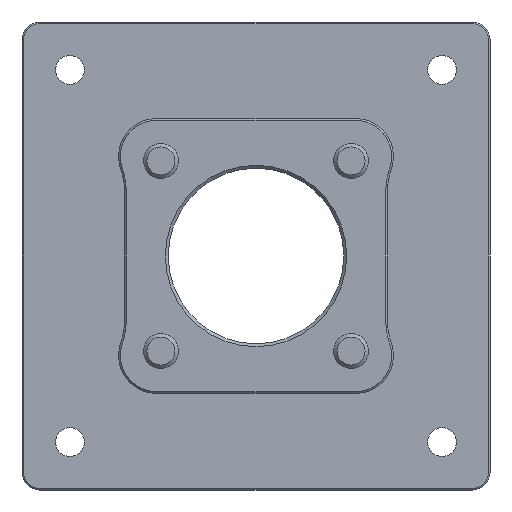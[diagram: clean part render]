
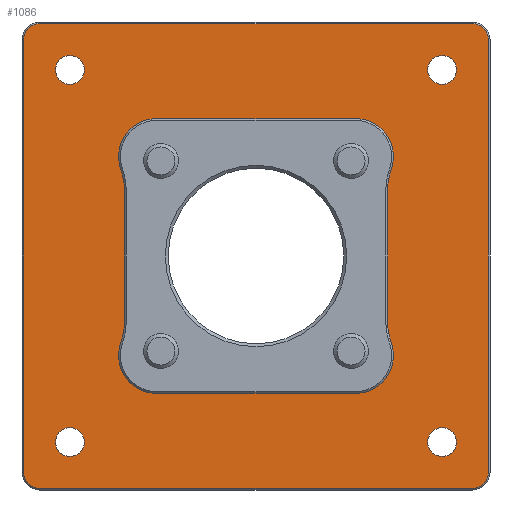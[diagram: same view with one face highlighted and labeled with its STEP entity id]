
A CAD part, front view. The second image highlights one B-rep face of the part: STEP entity #1086.
In plain terms, the highlighted planar face has unit normal (0, -1, 0).
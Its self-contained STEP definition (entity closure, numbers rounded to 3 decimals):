
#62=LINE('',#1736,#138);
#66=LINE('',#1748,#142);
#68=LINE('',#1754,#144);
#73=LINE('',#1768,#149);
#77=LINE('',#1780,#153);
#81=LINE('',#1792,#157);
#90=LINE('',#1821,#166);
#91=LINE('',#1826,#167);
#138=VECTOR('',#1383,22.651);
#142=VECTOR('',#1397,34.);
#144=VECTOR('',#1401,74.);
#149=VECTOR('',#1414,74.);
#153=VECTOR('',#1426,74.);
#157=VECTOR('',#1438,74.);
#166=VECTOR('',#1471,22.651);
#167=VECTOR('',#1476,34.);
#203=PLANE('',#1199);
#226=FACE_BOUND('',#368,.T.);
#227=FACE_BOUND('',#369,.T.);
#228=FACE_BOUND('',#370,.T.);
#229=FACE_BOUND('',#371,.T.);
#230=FACE_BOUND('',#372,.T.);
#286=FACE_OUTER_BOUND('',#367,.T.);
#367=EDGE_LOOP('',(#884,#885,#886,#887,#888,#889,#890,#891));
#368=EDGE_LOOP('',(#892,#893,#894,#895,#896,#897,#898,#899,#900,#901,#902,
#903));
#369=EDGE_LOOP('',(#904));
#370=EDGE_LOOP('',(#905));
#371=EDGE_LOOP('',(#906));
#372=EDGE_LOOP('',(#907));
#458=CIRCLE('',#1168,6.5);
#459=CIRCLE('',#1170,10.1);
#460=CIRCLE('',#1173,10.1);
#461=CIRCLE('',#1175,6.5);
#463=CIRCLE('',#1180,2.7);
#465=CIRCLE('',#1184,2.7);
#467=CIRCLE('',#1188,2.7);
#469=CIRCLE('',#1192,2.7);
#472=CIRCLE('',#1200,6.5);
#473=CIRCLE('',#1201,10.1);
#474=CIRCLE('',#1202,10.1);
#475=CIRCLE('',#1203,6.5);
#476=CIRCLE('',#1204,2.459);
#477=CIRCLE('',#1205,2.459);
#478=CIRCLE('',#1206,2.459);
#479=CIRCLE('',#1207,2.459);
#534=VERTEX_POINT('',#1724);
#535=VERTEX_POINT('',#1726);
#536=VERTEX_POINT('',#1730);
#537=VERTEX_POINT('',#1734);
#538=VERTEX_POINT('',#1738);
#539=VERTEX_POINT('',#1742);
#540=VERTEX_POINT('',#1746);
#542=VERTEX_POINT('',#1751);
#543=VERTEX_POINT('',#1753);
#546=VERTEX_POINT('',#1761);
#548=VERTEX_POINT('',#1766);
#550=VERTEX_POINT('',#1773);
#552=VERTEX_POINT('',#1778);
#554=VERTEX_POINT('',#1785);
#556=VERTEX_POINT('',#1790);
#562=VERTEX_POINT('',#1816);
#563=VERTEX_POINT('',#1818);
#564=VERTEX_POINT('',#1820);
#565=VERTEX_POINT('',#1822);
#566=VERTEX_POINT('',#1824);
#567=VERTEX_POINT('',#1827);
#568=VERTEX_POINT('',#1829);
#569=VERTEX_POINT('',#1831);
#570=VERTEX_POINT('',#1833);
#643=EDGE_CURVE('',#535,#534,#458,.T.);
#646=EDGE_CURVE('',#534,#536,#459,.T.);
#648=EDGE_CURVE('',#536,#537,#62,.T.);
#650=EDGE_CURVE('',#537,#538,#460,.T.);
#652=EDGE_CURVE('',#538,#539,#461,.T.);
#654=EDGE_CURVE('',#539,#540,#66,.T.);
#656=EDGE_CURVE('',#542,#543,#68,.T.);
#661=EDGE_CURVE('',#546,#542,#463,.T.);
#663=EDGE_CURVE('',#548,#546,#73,.T.);
#667=EDGE_CURVE('',#550,#548,#465,.T.);
#669=EDGE_CURVE('',#552,#550,#77,.T.);
#673=EDGE_CURVE('',#554,#552,#467,.T.);
#675=EDGE_CURVE('',#556,#554,#81,.T.);
#678=EDGE_CURVE('',#543,#556,#469,.T.);
#688=EDGE_CURVE('',#540,#562,#472,.T.);
#689=EDGE_CURVE('',#562,#563,#473,.T.);
#690=EDGE_CURVE('',#563,#564,#90,.T.);
#691=EDGE_CURVE('',#564,#565,#474,.T.);
#692=EDGE_CURVE('',#565,#566,#475,.T.);
#693=EDGE_CURVE('',#566,#535,#91,.T.);
#694=EDGE_CURVE('',#567,#567,#476,.T.);
#695=EDGE_CURVE('',#568,#568,#477,.T.);
#696=EDGE_CURVE('',#569,#569,#478,.T.);
#697=EDGE_CURVE('',#570,#570,#479,.T.);
#884=ORIENTED_EDGE('',*,*,#656,.F.);
#885=ORIENTED_EDGE('',*,*,#661,.F.);
#886=ORIENTED_EDGE('',*,*,#663,.F.);
#887=ORIENTED_EDGE('',*,*,#667,.F.);
#888=ORIENTED_EDGE('',*,*,#669,.F.);
#889=ORIENTED_EDGE('',*,*,#673,.F.);
#890=ORIENTED_EDGE('',*,*,#675,.F.);
#891=ORIENTED_EDGE('',*,*,#678,.F.);
#892=ORIENTED_EDGE('',*,*,#652,.T.);
#893=ORIENTED_EDGE('',*,*,#654,.T.);
#894=ORIENTED_EDGE('',*,*,#688,.T.);
#895=ORIENTED_EDGE('',*,*,#689,.T.);
#896=ORIENTED_EDGE('',*,*,#690,.T.);
#897=ORIENTED_EDGE('',*,*,#691,.T.);
#898=ORIENTED_EDGE('',*,*,#692,.T.);
#899=ORIENTED_EDGE('',*,*,#693,.T.);
#900=ORIENTED_EDGE('',*,*,#643,.T.);
#901=ORIENTED_EDGE('',*,*,#646,.T.);
#902=ORIENTED_EDGE('',*,*,#648,.T.);
#903=ORIENTED_EDGE('',*,*,#650,.T.);
#904=ORIENTED_EDGE('',*,*,#694,.T.);
#905=ORIENTED_EDGE('',*,*,#695,.T.);
#906=ORIENTED_EDGE('',*,*,#696,.T.);
#907=ORIENTED_EDGE('',*,*,#697,.T.);
#1086=ADVANCED_FACE('',(#286,#226,#227,#228,#229,#230),#203,.F.);
#1168=AXIS2_PLACEMENT_3D('',#1727,#1372,#1373);
#1170=AXIS2_PLACEMENT_3D('',#1732,#1378,#1379);
#1173=AXIS2_PLACEMENT_3D('',#1740,#1387,#1388);
#1175=AXIS2_PLACEMENT_3D('',#1744,#1392,#1393);
#1180=AXIS2_PLACEMENT_3D('',#1763,#1409,#1410);
#1184=AXIS2_PLACEMENT_3D('',#1775,#1421,#1422);
#1188=AXIS2_PLACEMENT_3D('',#1787,#1433,#1434);
#1192=AXIS2_PLACEMENT_3D('',#1796,#1444,#1445);
#1199=AXIS2_PLACEMENT_3D('',#1815,#1465,#1466);
#1200=AXIS2_PLACEMENT_3D('',#1817,#1467,#1468);
#1201=AXIS2_PLACEMENT_3D('',#1819,#1469,#1470);
#1202=AXIS2_PLACEMENT_3D('',#1823,#1472,#1473);
#1203=AXIS2_PLACEMENT_3D('',#1825,#1474,#1475);
#1204=AXIS2_PLACEMENT_3D('',#1828,#1477,#1478);
#1205=AXIS2_PLACEMENT_3D('',#1830,#1479,#1480);
#1206=AXIS2_PLACEMENT_3D('',#1832,#1481,#1482);
#1207=AXIS2_PLACEMENT_3D('',#1834,#1483,#1484);
#1372=DIRECTION('center_axis',(0.,1.,0.));
#1373=DIRECTION('ref_axis',(0.,0.,-1.));
#1378=DIRECTION('center_axis',(0.,-1.,0.));
#1379=DIRECTION('ref_axis',(-1.,0.,0.));
#1383=DIRECTION('',(0.,0.,1.));
#1387=DIRECTION('center_axis',(0.,-1.,0.));
#1388=DIRECTION('ref_axis',(-0.94,0.,-0.342));
#1392=DIRECTION('center_axis',(0.,1.,0.));
#1393=DIRECTION('ref_axis',(-0.94,0.,-0.342));
#1397=DIRECTION('',(1.,0.,0.));
#1401=DIRECTION('',(1.,0.,0.));
#1409=DIRECTION('center_axis',(0.,1.,0.));
#1410=DIRECTION('ref_axis',(-0.707,0.,0.707));
#1414=DIRECTION('',(0.,0.,1.));
#1421=DIRECTION('center_axis',(0.,1.,0.));
#1422=DIRECTION('ref_axis',(-0.707,0.,-0.707));
#1426=DIRECTION('',(-1.,0.,0.));
#1433=DIRECTION('center_axis',(0.,1.,0.));
#1434=DIRECTION('ref_axis',(0.707,0.,-0.707));
#1438=DIRECTION('',(0.,0.,-1.));
#1444=DIRECTION('center_axis',(0.,1.,0.));
#1445=DIRECTION('ref_axis',(0.707,0.,0.707));
#1465=DIRECTION('center_axis',(0.,1.,0.));
#1466=DIRECTION('ref_axis',(0.,0.,1.));
#1467=DIRECTION('center_axis',(0.,1.,0.));
#1468=DIRECTION('ref_axis',(0.,0.,1.));
#1469=DIRECTION('center_axis',(0.,-1.,0.));
#1470=DIRECTION('ref_axis',(1.,0.,0.));
#1471=DIRECTION('',(0.,0.,-1.));
#1472=DIRECTION('center_axis',(0.,-1.,0.));
#1473=DIRECTION('ref_axis',(0.94,0.,0.342));
#1474=DIRECTION('center_axis',(0.,1.,0.));
#1475=DIRECTION('ref_axis',(0.94,0.,0.342));
#1476=DIRECTION('',(-1.,0.,0.));
#1477=DIRECTION('center_axis',(0.,1.,0.));
#1478=DIRECTION('ref_axis',(1.,0.,0.));
#1479=DIRECTION('center_axis',(0.,1.,0.));
#1480=DIRECTION('ref_axis',(1.,0.,0.));
#1481=DIRECTION('center_axis',(0.,1.,0.));
#1482=DIRECTION('ref_axis',(1.,0.,0.));
#1483=DIRECTION('center_axis',(0.,1.,0.));
#1484=DIRECTION('ref_axis',(1.,0.,0.));
#1724=CARTESIAN_POINT('',(-23.108,46.,-14.778));
#1726=CARTESIAN_POINT('',(-17.,46.,-23.5));
#1727=CARTESIAN_POINT('Origin',(-17.,46.,-17.));
#1730=CARTESIAN_POINT('',(-22.5,46.,-11.325));
#1732=CARTESIAN_POINT('Origin',(-32.6,46.,-11.325));
#1734=CARTESIAN_POINT('',(-22.5,46.,11.325));
#1736=CARTESIAN_POINT('',(-22.5,46.,-11.325));
#1738=CARTESIAN_POINT('',(-23.108,46.,14.778));
#1740=CARTESIAN_POINT('Origin',(-32.6,46.,11.325));
#1742=CARTESIAN_POINT('',(-17.,46.,23.5));
#1744=CARTESIAN_POINT('Origin',(-17.,46.,17.));
#1746=CARTESIAN_POINT('',(17.,46.,23.5));
#1748=CARTESIAN_POINT('',(-17.,46.,23.5));
#1751=CARTESIAN_POINT('',(-37.,46.,39.7));
#1753=CARTESIAN_POINT('',(37.,46.,39.7));
#1754=CARTESIAN_POINT('',(-20.,46.,39.7));
#1761=CARTESIAN_POINT('',(-39.7,46.,37.));
#1763=CARTESIAN_POINT('Origin',(-37.,46.,37.));
#1766=CARTESIAN_POINT('',(-39.7,46.,-37.));
#1768=CARTESIAN_POINT('',(-39.7,46.,-20.));
#1773=CARTESIAN_POINT('',(-37.,46.,-39.7));
#1775=CARTESIAN_POINT('Origin',(-37.,46.,-37.));
#1778=CARTESIAN_POINT('',(37.,46.,-39.7));
#1780=CARTESIAN_POINT('',(20.,46.,-39.7));
#1785=CARTESIAN_POINT('',(39.7,46.,-37.));
#1787=CARTESIAN_POINT('Origin',(37.,46.,-37.));
#1790=CARTESIAN_POINT('',(39.7,46.,37.));
#1792=CARTESIAN_POINT('',(39.7,46.,20.));
#1796=CARTESIAN_POINT('Origin',(37.,46.,37.));
#1815=CARTESIAN_POINT('Origin',(0.,46.,0.));
#1816=CARTESIAN_POINT('',(23.108,46.,14.778));
#1817=CARTESIAN_POINT('Origin',(17.,46.,17.));
#1818=CARTESIAN_POINT('',(22.5,46.,11.325));
#1819=CARTESIAN_POINT('Origin',(32.6,46.,11.325));
#1820=CARTESIAN_POINT('',(22.5,46.,-11.325));
#1821=CARTESIAN_POINT('',(22.5,46.,11.325));
#1822=CARTESIAN_POINT('',(23.108,46.,-14.778));
#1823=CARTESIAN_POINT('Origin',(32.6,46.,-11.325));
#1824=CARTESIAN_POINT('',(17.,46.,-23.5));
#1825=CARTESIAN_POINT('Origin',(17.,46.,-17.));
#1826=CARTESIAN_POINT('',(17.,46.,-23.5));
#1827=CARTESIAN_POINT('',(34.278,46.,-31.82));
#1828=CARTESIAN_POINT('Origin',(31.82,46.,-31.82));
#1829=CARTESIAN_POINT('',(-29.361,46.,31.82));
#1830=CARTESIAN_POINT('Origin',(-31.82,46.,31.82));
#1831=CARTESIAN_POINT('',(34.278,46.,31.82));
#1832=CARTESIAN_POINT('Origin',(31.82,46.,31.82));
#1833=CARTESIAN_POINT('',(-29.361,46.,-31.82));
#1834=CARTESIAN_POINT('Origin',(-31.82,46.,-31.82));
